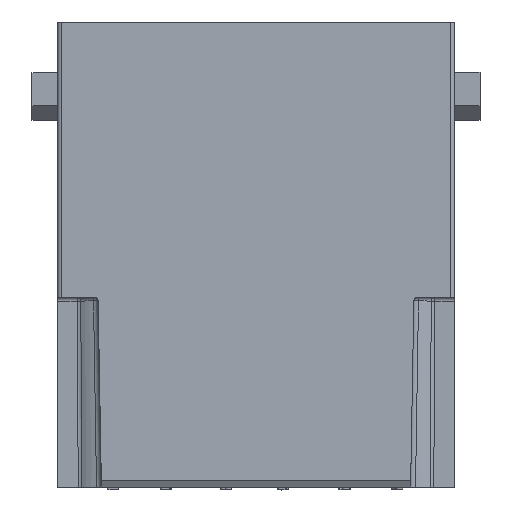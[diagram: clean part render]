
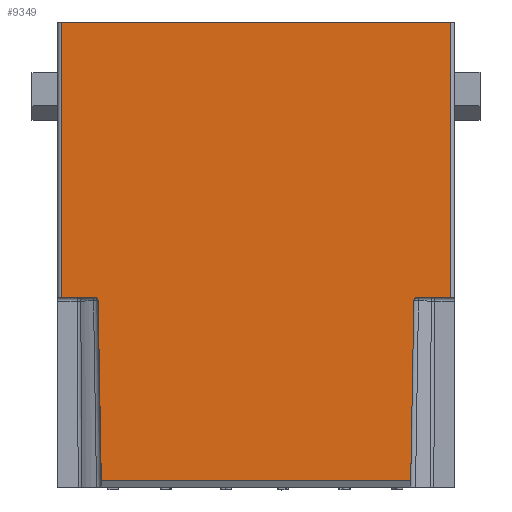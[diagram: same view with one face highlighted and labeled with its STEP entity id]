
A CAD part, top view. The second image highlights one B-rep face of the part: STEP entity #9349.
In plain terms, the highlighted planar face has unit normal (0, 0, 1).
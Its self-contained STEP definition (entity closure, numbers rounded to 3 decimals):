
#8162=FACE_OUTER_BOUND('',#15753,.T.);
#9349=ADVANCED_FACE('',(#8162),#10541,.T.);
#10541=PLANE('',#29563);
#11187=CIRCLE('',#29560,0.3);
#11188=CIRCLE('',#29562,0.3);
#11929=LINE('',#38022,#13770);
#11930=LINE('',#38027,#13771);
#11933=LINE('',#38073,#13774);
#11936=LINE('',#38079,#13777);
#11937=LINE('',#38081,#13778);
#11940=LINE('',#38149,#13781);
#11941=LINE('',#38150,#13782);
#11942=LINE('',#38153,#13783);
#13770=VECTOR('',#31466,1.);
#13771=VECTOR('',#31471,1.);
#13774=VECTOR('',#31486,1.);
#13777=VECTOR('',#31491,1.);
#13778=VECTOR('',#31494,1.);
#13781=VECTOR('',#31517,1.);
#13782=VECTOR('',#31518,1.);
#13783=VECTOR('',#31521,1.);
#15753=EDGE_LOOP('',(#17203,#17204,#17205,#17206,#17207,#17208,#17209,#17210,
#17211,#17212));
#17203=ORIENTED_EDGE('',*,*,#25730,.F.);
#17204=ORIENTED_EDGE('',*,*,#25761,.F.);
#17205=ORIENTED_EDGE('',*,*,#25732,.T.);
#17206=ORIENTED_EDGE('',*,*,#25762,.T.);
#17207=ORIENTED_EDGE('',*,*,#25763,.T.);
#17208=ORIENTED_EDGE('',*,*,#25743,.F.);
#17209=ORIENTED_EDGE('',*,*,#25746,.F.);
#17210=ORIENTED_EDGE('',*,*,#25747,.T.);
#17211=ORIENTED_EDGE('',*,*,#25760,.T.);
#17212=ORIENTED_EDGE('',*,*,#25764,.T.);
#23607=VERTEX_POINT('',#38017);
#23609=VERTEX_POINT('',#38021);
#23610=VERTEX_POINT('',#38025);
#23612=VERTEX_POINT('',#38028);
#23618=VERTEX_POINT('',#38072);
#23619=VERTEX_POINT('',#38074);
#23620=VERTEX_POINT('',#38078);
#23621=VERTEX_POINT('',#38082);
#23628=VERTEX_POINT('',#38146);
#23629=VERTEX_POINT('',#38151);
#25730=EDGE_CURVE('',#23609,#23607,#11929,.T.);
#25732=EDGE_CURVE('',#23612,#23610,#11930,.T.);
#25743=EDGE_CURVE('',#23618,#23619,#11933,.T.);
#25746=EDGE_CURVE('',#23620,#23618,#11936,.T.);
#25747=EDGE_CURVE('',#23620,#23621,#11937,.T.);
#25760=EDGE_CURVE('',#23621,#23628,#11187,.T.);
#25761=EDGE_CURVE('',#23612,#23609,#11940,.T.);
#25762=EDGE_CURVE('',#23610,#23629,#11941,.T.);
#25763=EDGE_CURVE('',#23629,#23619,#11188,.T.);
#25764=EDGE_CURVE('',#23628,#23607,#11942,.T.);
#29560=AXIS2_PLACEMENT_3D('',#38147,#31513,#31514);
#29562=AXIS2_PLACEMENT_3D('',#38152,#31519,#31520);
#29563=AXIS2_PLACEMENT_3D('',#38154,#31522,#31523);
#31466=DIRECTION('',(0.,-1.,0.));
#31471=DIRECTION('',(0.,-1.,0.));
#31486=DIRECTION('',(-0.017,1.,0.));
#31491=DIRECTION('',(-1.,0.,0.));
#31494=DIRECTION('',(0.017,1.,0.));
#31513=DIRECTION('',(0.,0.,-1.));
#31514=DIRECTION('',(-1.,0.017,0.));
#31517=DIRECTION('',(1.,0.,0.));
#31518=DIRECTION('',(1.,0.,0.));
#31519=DIRECTION('',(0.,0.,-1.));
#31520=DIRECTION('',(0.,1.,0.));
#31521=DIRECTION('',(1.,0.,0.));
#31522=DIRECTION('',(0.,0.,1.));
#31523=DIRECTION('',(1.,0.,0.));
#38017=CARTESIAN_POINT('',(14.85,14.5,7.3));
#38021=CARTESIAN_POINT('',(14.85,35.5,7.3));
#38022=CARTESIAN_POINT('',(14.85,35.5,7.3));
#38025=CARTESIAN_POINT('',(-14.85,14.5,7.3));
#38027=CARTESIAN_POINT('',(-14.85,35.5,7.3));
#38028=CARTESIAN_POINT('',(-14.85,35.5,7.3));
#38072=CARTESIAN_POINT('',(-11.809,0.52,7.3));
#38073=CARTESIAN_POINT('',(-11.809,0.52,7.3));
#38074=CARTESIAN_POINT('',(-12.048,14.205,7.3));
#38078=CARTESIAN_POINT('',(11.809,0.52,7.3));
#38079=CARTESIAN_POINT('',(11.809,0.52,7.3));
#38081=CARTESIAN_POINT('',(11.809,0.52,7.3));
#38082=CARTESIAN_POINT('',(12.048,14.205,7.3));
#38146=CARTESIAN_POINT('',(12.348,14.5,7.3));
#38147=CARTESIAN_POINT('',(12.348,14.2,7.3));
#38149=CARTESIAN_POINT('',(-14.85,35.5,7.3));
#38150=CARTESIAN_POINT('',(-14.85,14.5,7.3));
#38151=CARTESIAN_POINT('',(-12.348,14.5,7.3));
#38152=CARTESIAN_POINT('',(-12.348,14.2,7.3));
#38153=CARTESIAN_POINT('',(12.348,14.5,7.3));
#38154=CARTESIAN_POINT('',(-15.15,0.,7.3));
